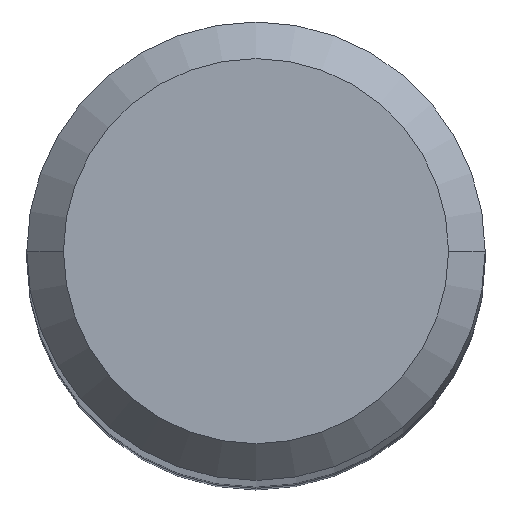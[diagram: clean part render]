
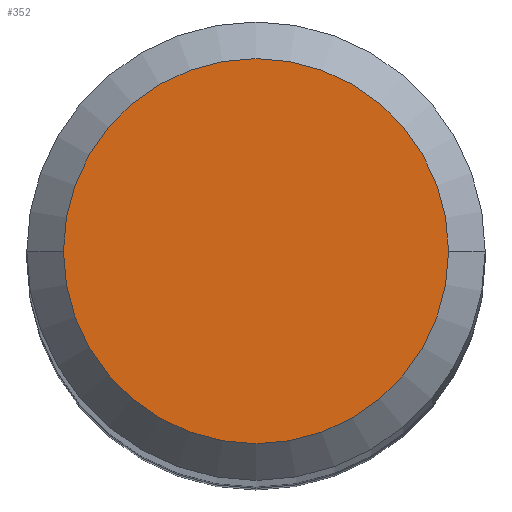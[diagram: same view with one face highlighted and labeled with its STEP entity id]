
A CAD part, top view. The second image highlights one B-rep face of the part: STEP entity #352.
In plain terms, the highlighted planar face has unit normal (0, 0, 1).
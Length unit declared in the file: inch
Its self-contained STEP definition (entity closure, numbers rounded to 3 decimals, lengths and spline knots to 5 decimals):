
#27 = AXIS2_PLACEMENT_3D ( 'NONE', #207, #469, #170 ) ;
#36 = VERTEX_POINT ( 'NONE', #402 ) ;
#39 = EDGE_CURVE ( 'NONE', #474, #36, #356, .T. ) ;
#72 = PLANE ( 'NONE',  #216 ) ;
#139 = CIRCLE ( 'NONE', #374, 0.105 ) ;
#146 = CARTESIAN_POINT ( 'NONE',  ( 0., 0., 0. ) ) ;
#170 = DIRECTION ( 'NONE',  ( 1., 0., 0. ) ) ;
#189 = ORIENTED_EDGE ( 'NONE', *, *, #39, .T. ) ;
#205 = ORIENTED_EDGE ( 'NONE', *, *, #428, .T. ) ;
#207 = CARTESIAN_POINT ( 'NONE',  ( 0., 0., 0. ) ) ;
#216 = AXIS2_PLACEMENT_3D ( 'NONE', #234, #384, #266 ) ;
#231 = DIRECTION ( 'NONE',  ( 1., 0., 0. ) ) ;
#234 = CARTESIAN_POINT ( 'NONE',  ( 0., 0.105, 0. ) ) ;
#266 = DIRECTION ( 'NONE',  ( -1., 0., 0. ) ) ;
#268 = DIRECTION ( 'NONE',  ( 0., 0., 1. ) ) ;
#341 = EDGE_LOOP ( 'NONE', ( #189, #205 ) ) ;
#352 = ADVANCED_FACE ( 'NONE', ( #378 ), #72, .F. ) ;
#356 = CIRCLE ( 'NONE', #27, 0.105 ) ;
#374 = AXIS2_PLACEMENT_3D ( 'NONE', #146, #268, #231 ) ;
#378 = FACE_OUTER_BOUND ( 'NONE', #341, .T. ) ;
#384 = DIRECTION ( 'NONE',  ( 0., 0., -1. ) ) ;
#402 = CARTESIAN_POINT ( 'NONE',  ( 0.105, 0., 0. ) ) ;
#403 = CARTESIAN_POINT ( 'NONE',  ( -0.105, 0., 0. ) ) ;
#428 = EDGE_CURVE ( 'NONE', #36, #474, #139, .T. ) ;
#469 = DIRECTION ( 'NONE',  ( 0., 0., 1. ) ) ;
#474 = VERTEX_POINT ( 'NONE', #403 ) ;
